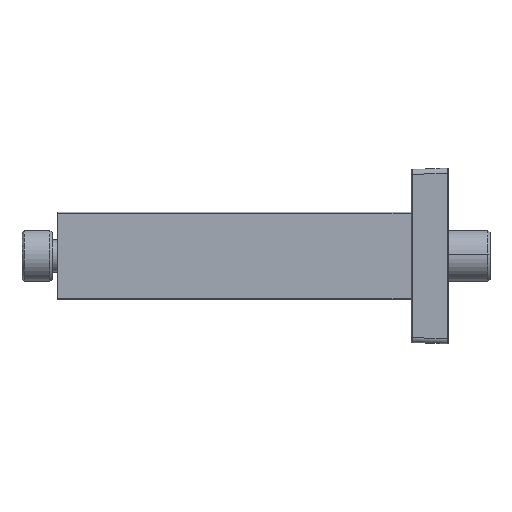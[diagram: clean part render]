
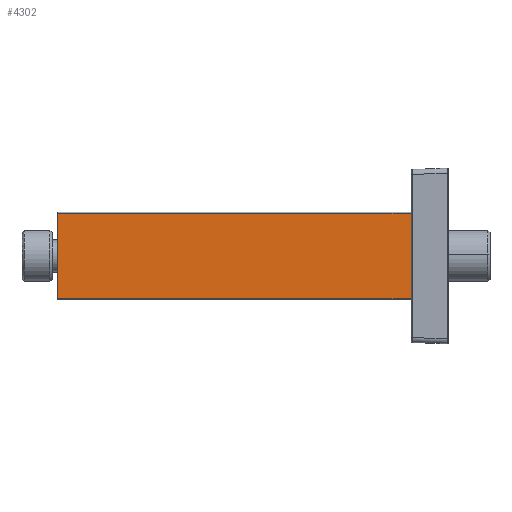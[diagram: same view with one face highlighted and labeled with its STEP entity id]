
A CAD part, left-side view. The second image highlights one B-rep face of the part: STEP entity #4302.
In plain terms, the highlighted planar face has unit normal (-1, 0, 0).
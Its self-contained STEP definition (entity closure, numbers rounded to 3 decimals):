
#34 = CARTESIAN_POINT ( 'NONE',  ( -7.625, -75., 17.625 ) ) ;
#62 = VECTOR ( 'NONE', #4096, 1000. ) ;
#135 = DIRECTION ( 'NONE',  ( 0., -1., 0. ) ) ;
#152 = DIRECTION ( 'NONE',  ( 0., 0., 1. ) ) ;
#932 = CARTESIAN_POINT ( 'NONE',  ( -7.625, 75., 17.625 ) ) ;
#939 = EDGE_LOOP ( 'NONE', ( #2627, #1430, #4685, #2278 ) ) ;
#987 = LINE ( 'NONE', #5154, #6465 ) ;
#1122 = VERTEX_POINT ( 'NONE', #4440 ) ;
#1430 = ORIENTED_EDGE ( 'NONE', *, *, #3964, .T. ) ;
#1459 = LINE ( 'NONE', #932, #2715 ) ;
#1752 = LINE ( 'NONE', #3566, #62 ) ;
#1906 = AXIS2_PLACEMENT_3D ( 'NONE', #34, #7165, #152 ) ;
#2054 = VERTEX_POINT ( 'NONE', #6379 ) ;
#2278 = ORIENTED_EDGE ( 'NONE', *, *, #6842, .T. ) ;
#2531 = CARTESIAN_POINT ( 'NONE',  ( -7.625, -75., -17.125 ) ) ;
#2627 = ORIENTED_EDGE ( 'NONE', *, *, #5562, .T. ) ;
#2702 = DIRECTION ( 'NONE',  ( 0., 0., 1. ) ) ;
#2715 = VECTOR ( 'NONE', #5597, 1000. ) ;
#2910 = FACE_OUTER_BOUND ( 'NONE', #939, .T. ) ;
#3251 = VECTOR ( 'NONE', #135, 1000. ) ;
#3262 = VERTEX_POINT ( 'NONE', #4412 ) ;
#3566 = CARTESIAN_POINT ( 'NONE',  ( -7.625, -75., 17.125 ) ) ;
#3792 = VERTEX_POINT ( 'NONE', #3900 ) ;
#3900 = CARTESIAN_POINT ( 'NONE',  ( -7.625, -75., -17.125 ) ) ;
#3964 = EDGE_CURVE ( 'NONE', #3262, #1122, #1752, .T. ) ;
#4096 = DIRECTION ( 'NONE',  ( 0., 1., 0. ) ) ;
#4261 = LINE ( 'NONE', #2531, #3251 ) ;
#4302 = ADVANCED_FACE ( 'NONE', ( #2910 ), #5888, .T. ) ;
#4412 = CARTESIAN_POINT ( 'NONE',  ( -7.625, -75., 17.125 ) ) ;
#4440 = CARTESIAN_POINT ( 'NONE',  ( -7.625, 75., 17.125 ) ) ;
#4685 = ORIENTED_EDGE ( 'NONE', *, *, #7382, .F. ) ;
#5154 = CARTESIAN_POINT ( 'NONE',  ( -7.625, -75., 17.625 ) ) ;
#5562 = EDGE_CURVE ( 'NONE', #3792, #3262, #987, .T. ) ;
#5597 = DIRECTION ( 'NONE',  ( 0., 0., 1. ) ) ;
#5888 = PLANE ( 'NONE',  #1906 ) ;
#6379 = CARTESIAN_POINT ( 'NONE',  ( -7.625, 75., -17.125 ) ) ;
#6465 = VECTOR ( 'NONE', #2702, 1000. ) ;
#6842 = EDGE_CURVE ( 'NONE', #2054, #3792, #4261, .T. ) ;
#7165 = DIRECTION ( 'NONE',  ( -1., 0., 0. ) ) ;
#7382 = EDGE_CURVE ( 'NONE', #2054, #1122, #1459, .T. ) ;
